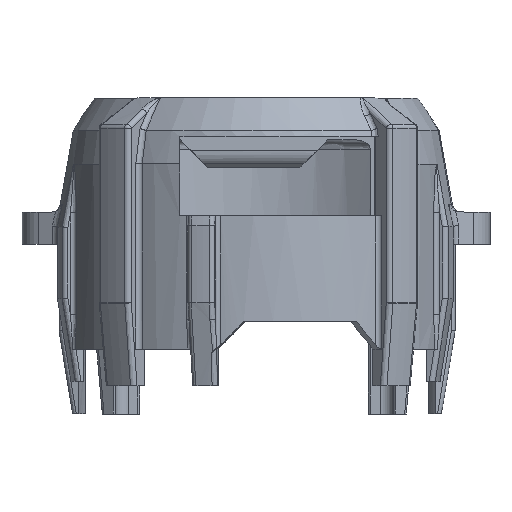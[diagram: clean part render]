
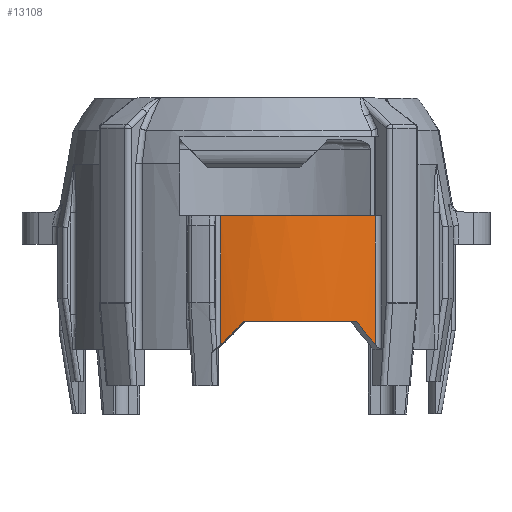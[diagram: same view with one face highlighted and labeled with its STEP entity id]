
A CAD part, top view. The second image highlights one B-rep face of the part: STEP entity #13108.
In plain terms, the highlighted cylindrical face has radius 20.7 mm (diameter 41.4 mm), a partial arc.
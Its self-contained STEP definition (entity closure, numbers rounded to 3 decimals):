
#122=ELLIPSE('',#14003,29.274,20.7);
#126=ELLIPSE('',#14203,29.274,20.7);
#1427=FACE_OUTER_BOUND('',#2187,.T.);
#2187=EDGE_LOOP('',(#10385,#10386,#10387,#10388,#10389,#10390));
#3027=LINE('',#24617,#3885);
#3169=LINE('',#26647,#4027);
#3885=VECTOR('',#16114,10.);
#4027=VECTOR('',#16652,10.);
#4599=CIRCLE('',#13985,20.7);
#4732=CIRCLE('',#14202,20.7);
#5680=VERTEX_POINT('',#24345);
#5681=VERTEX_POINT('',#24347);
#5696=VERTEX_POINT('',#24615);
#5697=VERTEX_POINT('',#24620);
#5927=VERTEX_POINT('',#26646);
#5928=VERTEX_POINT('',#26650);
#7225=EDGE_CURVE('',#5680,#5681,#4599,.T.);
#7255=EDGE_CURVE('',#5696,#5680,#3027,.T.);
#7258=EDGE_CURVE('',#5697,#5696,#122,.F.);
#7596=EDGE_CURVE('',#5681,#5927,#3169,.T.);
#7598=EDGE_CURVE('',#5697,#5928,#4732,.T.);
#7599=EDGE_CURVE('',#5927,#5928,#126,.F.);
#10385=ORIENTED_EDGE('',*,*,#7255,.F.);
#10386=ORIENTED_EDGE('',*,*,#7258,.F.);
#10387=ORIENTED_EDGE('',*,*,#7598,.T.);
#10388=ORIENTED_EDGE('',*,*,#7599,.F.);
#10389=ORIENTED_EDGE('',*,*,#7596,.F.);
#10390=ORIENTED_EDGE('',*,*,#7225,.F.);
#12662=CYLINDRICAL_SURFACE('',#14201,20.7);
#13108=ADVANCED_FACE('',(#1427),#12662,.T.);
#13985=AXIS2_PLACEMENT_3D('',#24348,#16066,#16067);
#14003=AXIS2_PLACEMENT_3D('',#24622,#16119,#16120);
#14201=AXIS2_PLACEMENT_3D('',#26649,#16655,#16656);
#14202=AXIS2_PLACEMENT_3D('',#26651,#16657,#16658);
#14203=AXIS2_PLACEMENT_3D('',#26652,#16659,#16660);
#16066=DIRECTION('center_axis',(0.,1.,0.));
#16067=DIRECTION('ref_axis',(-0.677,0.,0.736));
#16114=DIRECTION('',(0.,1.,0.));
#16119=DIRECTION('center_axis',(-0.691,0.707,-0.148));
#16120=DIRECTION('ref_axis',(-0.691,-0.707,-0.148));
#16652=DIRECTION('',(0.,-1.,0.));
#16655=DIRECTION('center_axis',(0.,1.,0.));
#16656=DIRECTION('ref_axis',(-0.677,0.,0.736));
#16657=DIRECTION('center_axis',(0.,1.,0.));
#16658=DIRECTION('ref_axis',(-0.677,0.,0.736));
#16659=DIRECTION('center_axis',(0.542,0.707,-0.454));
#16660=DIRECTION('ref_axis',(-0.542,0.707,0.454));
#24345=CARTESIAN_POINT('',(-25.255,75.903,0.689));
#24347=CARTESIAN_POINT('',(-8.495,75.903,-3.462));
#24348=CARTESIAN_POINT('Origin',(-21.399,75.903,-19.648));
#24615=CARTESIAN_POINT('',(-25.255,61.93,0.689));
#24617=CARTESIAN_POINT('',(-25.255,80.329,0.689));
#24620=CARTESIAN_POINT('',(-22.754,64.442,1.007));
#24622=CARTESIAN_POINT('Origin',(-21.399,61.442,-19.648));
#26646=CARTESIAN_POINT('',(-8.495,61.93,-3.462));
#26647=CARTESIAN_POINT('',(-8.495,80.329,-3.462));
#26649=CARTESIAN_POINT('Origin',(-21.399,80.329,-19.648));
#26650=CARTESIAN_POINT('',(-10.558,64.442,-2.014));
#26651=CARTESIAN_POINT('Origin',(-21.399,64.442,-19.648));
#26652=CARTESIAN_POINT('Origin',(-21.399,61.442,-19.648));
